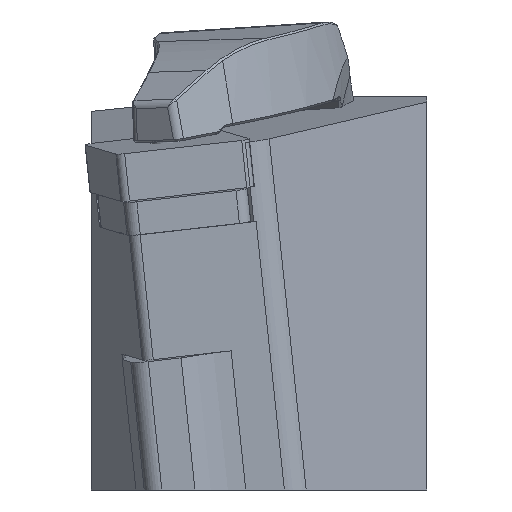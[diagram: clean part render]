
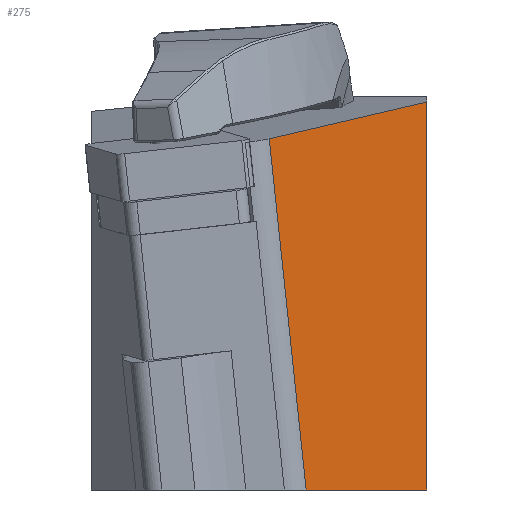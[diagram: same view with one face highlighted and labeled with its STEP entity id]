
A CAD part, left-side view. The second image highlights one B-rep face of the part: STEP entity #275.
In plain terms, the highlighted planar face has unit normal (-0.639, -0.769, 0.013).
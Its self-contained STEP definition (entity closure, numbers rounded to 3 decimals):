
#275=ADVANCED_FACE('',(#452),#392,.T.);
#392=PLANE('',#2112);
#452=FACE_OUTER_BOUND('',#571,.T.);
#571=EDGE_LOOP('',(#774,#775,#776,#777));
#774=ORIENTED_EDGE('',*,*,#1532,.F.);
#775=ORIENTED_EDGE('',*,*,#1550,.F.);
#776=ORIENTED_EDGE('',*,*,#1506,.F.);
#777=ORIENTED_EDGE('',*,*,#1527,.T.);
#1310=VERTEX_POINT('',#2787);
#1311=VERTEX_POINT('',#2789);
#1330=VERTEX_POINT('',#2862);
#1332=VERTEX_POINT('',#2870);
#1506=EDGE_CURVE('',#1310,#1311,#1806,.T.);
#1527=EDGE_CURVE('',#1310,#1330,#1820,.T.);
#1532=EDGE_CURVE('',#1332,#1330,#1824,.T.);
#1550=EDGE_CURVE('',#1311,#1332,#1840,.T.);
#1806=LINE('',#2788,#1958);
#1820=LINE('',#2863,#1972);
#1824=LINE('',#2871,#1976);
#1840=LINE('',#2906,#1992);
#1958=VECTOR('',#2296,1.);
#1972=VECTOR('',#2320,1.);
#1976=VECTOR('',#2328,1.);
#1992=VECTOR('',#2358,1.);
#2112=AXIS2_PLACEMENT_3D('',#2907,#2359,#2360);
#2296=DIRECTION('',(-0.021,0.,-1.));
#2320=DIRECTION('',(-0.762,0.631,-0.147));
#2328=DIRECTION('',(-0.105,0.104,0.989));
#2358=DIRECTION('',(-0.769,0.639,0.));
#2359=DIRECTION('',(-0.639,-0.769,0.013));
#2360=DIRECTION('',(-0.769,0.639,0.));
#2787=CARTESIAN_POINT('',(20.858,0.,5.002));
#2788=CARTESIAN_POINT('',(20.453,0.,-14.564));
#2789=CARTESIAN_POINT('',(20.091,0.,-32.));
#2862=CARTESIAN_POINT('',(2.693,15.043,1.501));
#2863=CARTESIAN_POINT('',(-35.947,47.041,-5.946));
#2870=CARTESIAN_POINT('',(6.233,11.522,-32.));
#2871=CARTESIAN_POINT('',(4.752,12.995,-17.984));
#2906=CARTESIAN_POINT('',(17.371,2.262,-32.));
#2907=CARTESIAN_POINT('',(189.5,-139.997,17.621));
